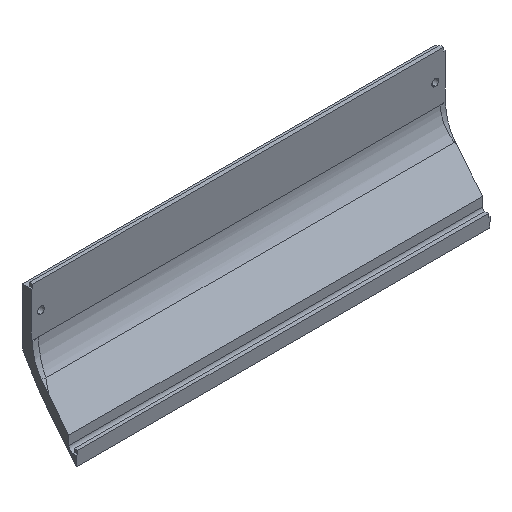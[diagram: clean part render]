
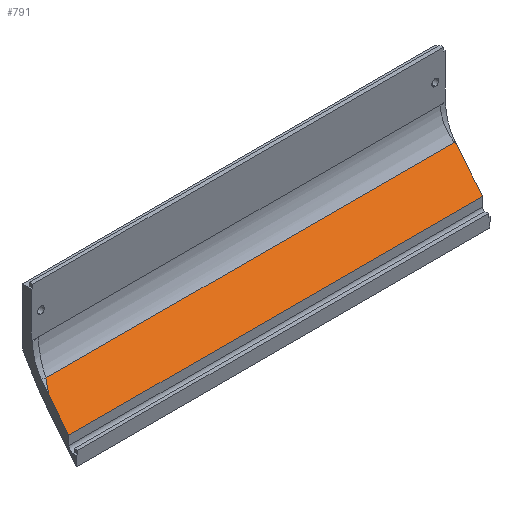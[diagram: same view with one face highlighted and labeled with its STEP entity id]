
A CAD part, isometric view. The second image highlights one B-rep face of the part: STEP entity #791.
In plain terms, the highlighted planar face has unit normal (0, -0.777, 0.63).
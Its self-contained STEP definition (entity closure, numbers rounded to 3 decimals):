
#85 = CARTESIAN_POINT ( 'NONE',  ( -89.7, 214.188, 122.003 ) ) ;
#93 = CARTESIAN_POINT ( 'NONE',  ( 89.7, 205.6, 111.406 ) ) ;
#117 = CARTESIAN_POINT ( 'NONE',  ( -89.7, 205.6, 111.406 ) ) ;
#135 = CARTESIAN_POINT ( 'NONE',  ( 89.236, 217.438, 126.012 ) ) ;
#136 = CARTESIAN_POINT ( 'NONE',  ( 89.7, 216.635, 125.021 ) ) ;
#138 = CARTESIAN_POINT ( 'NONE',  ( -87.824, 217.438, 126.012 ) ) ;
#146 = LINE ( 'NONE', #147, #570 ) ;
#147 = CARTESIAN_POINT ( 'NONE',  ( 127., 205.6, 111.406 ) ) ;
#150 = DIRECTION ( 'NONE',  ( -1., 0., 0. ) ) ;
#200 = CARTESIAN_POINT ( 'NONE',  ( 89.7, 188.792, 90.669 ) ) ;
#203 = CARTESIAN_POINT ( 'NONE',  ( -89.7, 188.792, 90.669 ) ) ;
#213 = LINE ( 'NONE', #200, #568 ) ;
#216 = LINE ( 'NONE', #203, #600 ) ;
#218 = DIRECTION ( 'NONE',  ( 0., -0.63, -0.777 ) ) ;
#222 = DIRECTION ( 'NONE',  ( 0., -0.63, -0.777 ) ) ;
#229 = LINE ( 'NONE', #256, #611 ) ;
#233 = DIRECTION ( 'NONE',  ( -0.342, 0.592, 0.73 ) ) ;
#256 = CARTESIAN_POINT ( 'NONE',  ( 108.252, 184.501, 85.374 ) ) ;
#369 = EDGE_LOOP ( 'NONE', ( #510, #500, #471, #460, #499, #505 ) ) ;
#379 = VERTEX_POINT ( 'NONE', #117 ) ;
#390 = VERTEX_POINT ( 'NONE', #85 ) ;
#404 = VERTEX_POINT ( 'NONE', #93 ) ;
#426 = VERTEX_POINT ( 'NONE', #136 ) ;
#438 = VERTEX_POINT ( 'NONE', #138 ) ;
#457 = VERTEX_POINT ( 'NONE', #135 ) ;
#460 = ORIENTED_EDGE ( 'NONE', *, *, #683, .F. ) ;
#471 = ORIENTED_EDGE ( 'NONE', *, *, #669, .F. ) ;
#499 = ORIENTED_EDGE ( 'NONE', *, *, #693, .T. ) ;
#500 = ORIENTED_EDGE ( 'NONE', *, *, #686, .T. ) ;
#505 = ORIENTED_EDGE ( 'NONE', *, *, #766, .T. ) ;
#510 = ORIENTED_EDGE ( 'NONE', *, *, #717, .T. ) ;
#568 = VECTOR ( 'NONE', #222, 1000. ) ;
#570 = VECTOR ( 'NONE', #150, 1000. ) ;
#600 = VECTOR ( 'NONE', #218, 1000. ) ;
#611 = VECTOR ( 'NONE', #233, 1000. ) ;
#621 = VECTOR ( 'NONE', #906, 1000. ) ;
#669 = EDGE_CURVE ( 'NONE', #404, #379, #146, .T. ) ;
#683 = EDGE_CURVE ( 'NONE', #426, #404, #213, .T. ) ;
#686 = EDGE_CURVE ( 'NONE', #390, #379, #216, .T. ) ;
#693 = EDGE_CURVE ( 'NONE', #426, #457, #229, .T. ) ;
#717 = EDGE_CURVE ( 'NONE', #438, #390, #900, .T. ) ;
#766 = EDGE_CURVE ( 'NONE', #457, #438, #1058, .T. ) ;
#791 = ADVANCED_FACE ( 'NONE', ( #1173 ), #1174, .F. ) ;
#826 = VECTOR ( 'NONE', #1077, 1000. ) ;
#856 = AXIS2_PLACEMENT_3D ( 'NONE', #1178, #1184, #1179 ) ;
#900 = LINE ( 'NONE', #945, #621 ) ;
#906 = DIRECTION ( 'NONE',  ( -0.342, -0.592, -0.73 ) ) ;
#945 = CARTESIAN_POINT ( 'NONE',  ( -99.928, 196.472, 100.144 ) ) ;
#1058 = LINE ( 'NONE', #1070, #826 ) ;
#1070 = CARTESIAN_POINT ( 'NONE',  ( -92.309, 217.438, 126.012 ) ) ;
#1077 = DIRECTION ( 'NONE',  ( -1., 0., 0. ) ) ;
#1173 = FACE_OUTER_BOUND ( 'NONE', #369, .T. ) ;
#1174 = PLANE ( 'NONE',  #856 ) ;
#1178 = CARTESIAN_POINT ( 'NONE',  ( 127., 188.792, 90.669 ) ) ;
#1179 = DIRECTION ( 'NONE',  ( 0., 0.63, 0.777 ) ) ;
#1184 = DIRECTION ( 'NONE',  ( 0., 0.777, -0.63 ) ) ;
